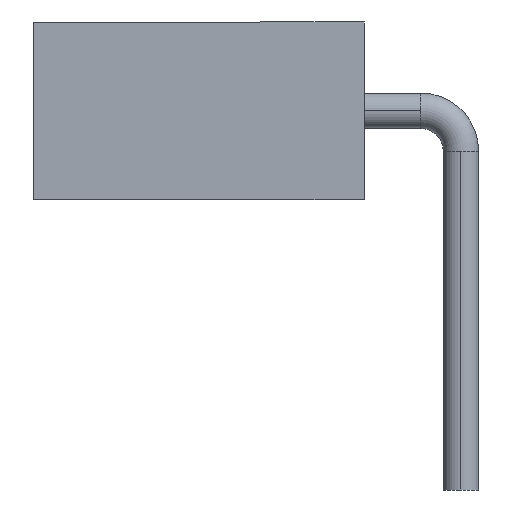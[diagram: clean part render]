
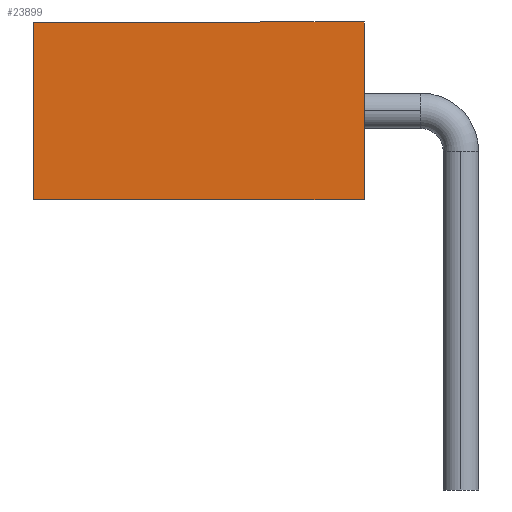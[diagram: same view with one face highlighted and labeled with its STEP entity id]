
A CAD part, left-side view. The second image highlights one B-rep face of the part: STEP entity #23899.
In plain terms, the highlighted planar face has unit normal (-1, 0, 0).
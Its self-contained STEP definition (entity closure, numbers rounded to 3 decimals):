
#23596=CARTESIAN_POINT('',(-31.955,1.2,2.2));
#23597=VERTEX_POINT('',#23596);
#23604=CARTESIAN_POINT('',(-31.955,1.2,0.));
#23605=VERTEX_POINT('',#23604);
#23606=CARTESIAN_POINT('',(-31.955,1.2,2.2));
#23607=DIRECTION('',(0.0,0.0,-1.0));
#23608=VECTOR('',#23607,2.2);
#23609=LINE('',#23606,#23608);
#23610=EDGE_CURVE('',#23597,#23605,#23609,.T.);
#23636=CARTESIAN_POINT('',(-31.955,5.3,0.));
#23637=VERTEX_POINT('',#23636);
#23644=CARTESIAN_POINT('',(-31.955,5.3,2.2));
#23645=VERTEX_POINT('',#23644);
#23646=CARTESIAN_POINT('',(-31.955,5.3,0.));
#23647=DIRECTION('',(0.0,0.0,1.0));
#23648=VECTOR('',#23647,2.2);
#23649=LINE('',#23646,#23648);
#23650=EDGE_CURVE('',#23637,#23645,#23649,.T.);
#23866=CARTESIAN_POINT('',(-31.955,1.2,0.));
#23867=DIRECTION('',(0.0,1.0,0.0));
#23868=VECTOR('',#23867,4.1);
#23869=LINE('',#23866,#23868);
#23870=EDGE_CURVE('',#23605,#23637,#23869,.T.);
#23883=CARTESIAN_POINT('',(-31.955,3.25,1.1));
#23884=DIRECTION('',(1.0,0.0,0.0));
#23885=DIRECTION('',(0.0,1.0,0.0));
#23886=AXIS2_PLACEMENT_3D('',#23883,#23884,#23885);
#23887=PLANE('',#23886);
#23888=CARTESIAN_POINT('',(-31.955,1.2,2.2));
#23889=DIRECTION('',(0.0,1.0,0.0));
#23890=VECTOR('',#23889,4.1);
#23891=LINE('',#23888,#23890);
#23892=EDGE_CURVE('',#23597,#23645,#23891,.T.);
#23893=ORIENTED_EDGE('',*,*,#23892,.T.);
#23894=ORIENTED_EDGE('',*,*,#23650,.F.);
#23895=ORIENTED_EDGE('',*,*,#23870,.F.);
#23896=ORIENTED_EDGE('',*,*,#23610,.F.);
#23897=EDGE_LOOP('',(#23893,#23894,#23895,#23896));
#23898=FACE_OUTER_BOUND('',#23897,.T.);
#23899=ADVANCED_FACE('',(#23898),#23887,.F.);
